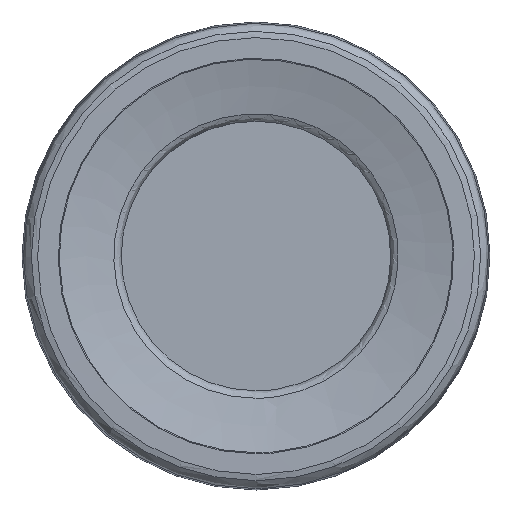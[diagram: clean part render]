
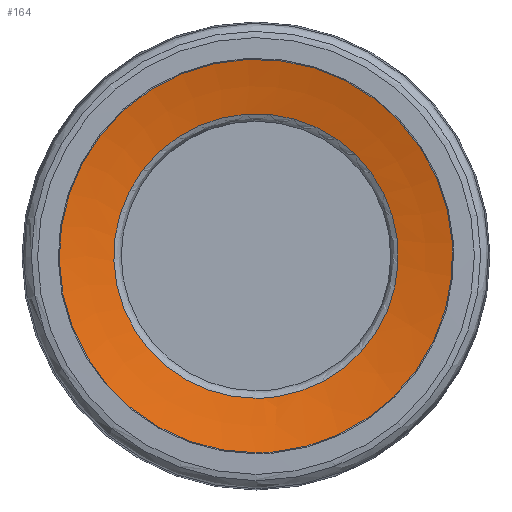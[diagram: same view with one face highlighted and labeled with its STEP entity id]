
A CAD part, left-side view. The second image highlights one B-rep face of the part: STEP entity #164.
In plain terms, the highlighted face is a revolution surface.
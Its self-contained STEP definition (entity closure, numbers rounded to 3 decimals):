
#46=SURFACE_OF_REVOLUTION('',#84,#66);
#66=AXIS1_PLACEMENT('',#1015,#734);
#84=B_SPLINE_CURVE_WITH_KNOTS('',3,(#1001,#1002,#1003,#1004,#1005,#1006,
#1007,#1008,#1009,#1010,#1011,#1012,#1013,#1014),.UNSPECIFIED.,.F.,.F.,
(4,2,2,2,2,2,4),(0.,0.125,0.25,0.5,0.75,0.875,
1.),.UNSPECIFIED.);
#164=ADVANCED_FACE('',(#244,#245),#46,.T.);
#244=FACE_BOUND('',#324,.T.);
#245=FACE_BOUND('',#325,.T.);
#324=EDGE_LOOP('',(#404));
#325=EDGE_LOOP('',(#405));
#404=ORIENTED_EDGE('',*,*,#487,.F.);
#405=ORIENTED_EDGE('',*,*,#486,.T.);
#446=VERTEX_POINT('',#984);
#447=VERTEX_POINT('',#1000);
#486=EDGE_CURVE('',#446,#446,#526,.T.);
#487=EDGE_CURVE('',#447,#447,#527,.T.);
#526=CIRCLE('',#588,9.17);
#527=CIRCLE('',#589,12.69);
#588=AXIS2_PLACEMENT_3D('',#983,#729,#730);
#589=AXIS2_PLACEMENT_3D('',#999,#732,#733);
#729=DIRECTION('',(1.,0.,0.));
#730=DIRECTION('',(0.,0.,-1.));
#732=DIRECTION('',(1.,0.,0.));
#733=DIRECTION('',(0.,0.,-1.));
#734=DIRECTION('',(1.,0.,0.));
#983=CARTESIAN_POINT('',(0.842,0.,0.));
#984=CARTESIAN_POINT('',(0.842,0.,-9.17));
#999=CARTESIAN_POINT('',(0.015,0.,0.));
#1000=CARTESIAN_POINT('',(0.015,0.,-12.69));
#1001=CARTESIAN_POINT('',(0.842,-9.134,0.817));
#1002=CARTESIAN_POINT('',(0.818,-9.307,0.793));
#1003=CARTESIAN_POINT('',(0.804,-9.471,0.769));
#1004=CARTESIAN_POINT('',(0.752,-9.781,0.726));
#1005=CARTESIAN_POINT('',(0.716,-9.927,0.707));
#1006=CARTESIAN_POINT('',(0.604,-10.361,0.65));
#1007=CARTESIAN_POINT('',(0.528,-10.649,0.613));
#1008=CARTESIAN_POINT('',(0.379,-11.228,0.538));
#1009=CARTESIAN_POINT('',(0.306,-11.519,0.5));
#1010=CARTESIAN_POINT('',(0.193,-11.952,0.443));
#1011=CARTESIAN_POINT('',(0.156,-12.097,0.425));
#1012=CARTESIAN_POINT('',(0.079,-12.383,0.387));
#1013=CARTESIAN_POINT('',(0.044,-12.532,0.368));
#1014=CARTESIAN_POINT('',(0.015,-12.685,0.347));
#1015=CARTESIAN_POINT('',(0.,0.,0.));
